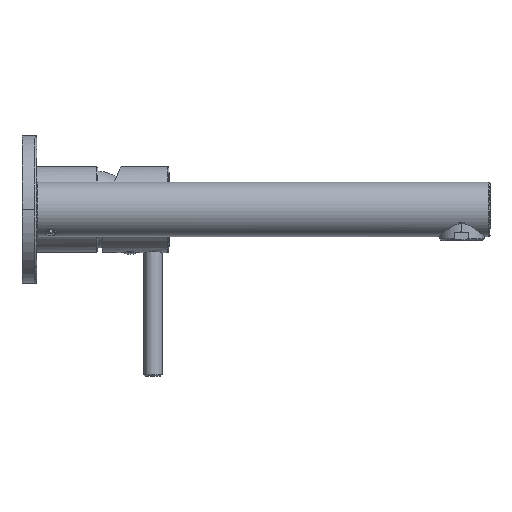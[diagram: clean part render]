
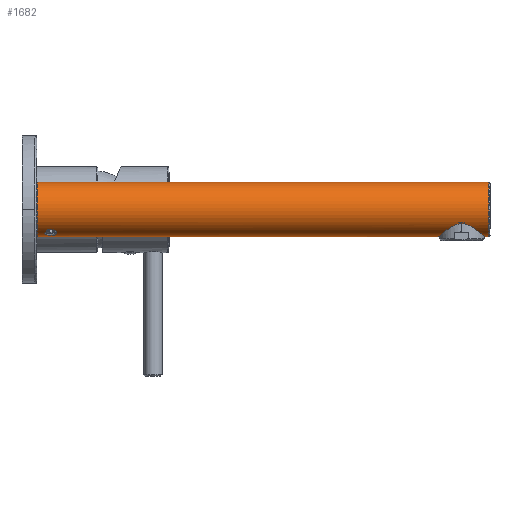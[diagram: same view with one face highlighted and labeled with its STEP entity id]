
A CAD part, left-side view. The second image highlights one B-rep face of the part: STEP entity #1682.
In plain terms, the highlighted cylindrical face has radius 12 mm (diameter 24 mm), a partial arc.
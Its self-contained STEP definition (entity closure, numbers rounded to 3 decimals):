
#201=FACE_BOUND('',#6034,.T.);
#1682=ADVANCED_FACE('',(#3834,#201),#39835,.T.);
#3834=FACE_OUTER_BOUND('',#6033,.T.);
#6033=EDGE_LOOP('',(#10950,#10951,#10952,#10953,#10954,#10955));
#6034=EDGE_LOOP('',(#10956,#10957));
#10950=ORIENTED_EDGE('',*,*,#22738,.F.);
#10951=ORIENTED_EDGE('',*,*,#22659,.F.);
#10952=ORIENTED_EDGE('',*,*,#22735,.T.);
#10953=ORIENTED_EDGE('',*,*,#22660,.F.);
#10954=ORIENTED_EDGE('',*,*,#22739,.T.);
#10955=ORIENTED_EDGE('',*,*,#22662,.F.);
#10956=ORIENTED_EDGE('',*,*,#22748,.T.);
#10957=ORIENTED_EDGE('',*,*,#22744,.T.);
#22659=EDGE_CURVE('',#35164,#35162,#28824,.T.);
#22660=EDGE_CURVE('',#35166,#35165,#28825,.T.);
#22662=EDGE_CURVE('',#35163,#35167,#28826,.T.);
#22735=EDGE_CURVE('',#35164,#35165,#28858,.T.);
#22738=EDGE_CURVE('',#35162,#35163,#33996,.T.);
#22739=EDGE_CURVE('',#35166,#35167,#33997,.T.);
#22744=EDGE_CURVE('',#35216,#35217,#28861,.T.);
#22748=EDGE_CURVE('',#35217,#35216,#28865,.T.);
#28824=B_SPLINE_CURVE_WITH_KNOTS('',1,(#56071,#56072),.UNSPECIFIED.,.F.,
 .F.,(2,2),(-177.05,0.),.UNSPECIFIED.);
#28825=B_SPLINE_CURVE_WITH_KNOTS('',1,(#56073,#56074),.UNSPECIFIED.,.F.,
 .F.,(2,2),(-1.75,0.),.UNSPECIFIED.);
#28826=B_SPLINE_CURVE_WITH_KNOTS('',1,(#56080,#56081),.UNSPECIFIED.,.F.,
 .F.,(2,2),(-199.3,0.),.UNSPECIFIED.);
#28858=B_SPLINE_CURVE_WITH_KNOTS('',3,(#56391,#56392,#56393,#56394,#56395,
#56396,#56397,#56398,#56399,#56400,#56401,#56402,#56403,#56404,#56405,#56406,
#56407,#56408,#56409,#56410,#56411,#56412),.UNSPECIFIED.,.F.,.F.,(4,1,1,
1,1,1,1,1,1,1,1,1,1,1,1,1,1,1,1,4),(0.,1.83,3.66,
5.49,7.32,9.15,10.98,12.81,
14.64,16.469,18.299,20.129,21.959,
23.789,25.619,27.449,29.279,31.109,
32.939,34.769),.UNSPECIFIED.);
#28861=B_SPLINE_CURVE_WITH_KNOTS('',3,(#56443,#56444,#56445,#56446,#56447,
#56448,#56449,#56450,#56451,#56452,#56453,#56454,#56455,#56456),
 .UNSPECIFIED.,.F.,.F.,(4,1,1,1,1,1,1,1,1,1,1,4),(0.,0.769,
1.538,2.307,3.076,3.844,4.613,
5.382,6.151,6.92,7.689,8.458),
 .UNSPECIFIED.);
#28865=B_SPLINE_CURVE_WITH_KNOTS('',3,(#56475,#56476,#56477,#56478,#56479,
#56480,#56481,#56482,#56483,#56484,#56485,#56486,#56487,#56488),
 .UNSPECIFIED.,.F.,.F.,(4,1,1,1,1,1,1,1,1,1,1,4),(0.,0.769,
1.538,2.307,3.076,3.844,4.613,
5.382,6.151,6.92,7.689,8.458),
 .UNSPECIFIED.);
#33996=(
BOUNDED_CURVE()
B_SPLINE_CURVE(2,(#56417,#56418,#56419,#56420,#56421),.UNSPECIFIED.,.F.,
 .F.)
B_SPLINE_CURVE_WITH_KNOTS((3,2,3),(0.,18.85,37.699),
 .UNSPECIFIED.)
CURVE()
GEOMETRIC_REPRESENTATION_ITEM()
RATIONAL_B_SPLINE_CURVE((1.,0.707,1.,0.707,1.))
REPRESENTATION_ITEM('')
);
#33997=(
BOUNDED_CURVE()
B_SPLINE_CURVE(2,(#56422,#56423,#56424,#56425,#56426),.UNSPECIFIED.,.F.,
 .F.)
B_SPLINE_CURVE_WITH_KNOTS((3,2,3),(-37.699,-18.85,
0.),.UNSPECIFIED.)
CURVE()
GEOMETRIC_REPRESENTATION_ITEM()
RATIONAL_B_SPLINE_CURVE((1.,0.707,1.,0.707,1.))
REPRESENTATION_ITEM('')
);
#35162=VERTEX_POINT('',#56004);
#35163=VERTEX_POINT('',#56005);
#35164=VERTEX_POINT('',#56006);
#35165=VERTEX_POINT('',#56007);
#35166=VERTEX_POINT('',#56008);
#35167=VERTEX_POINT('',#56009);
#35216=VERTEX_POINT('',#56058);
#35217=VERTEX_POINT('',#56059);
#39835=CYLINDRICAL_SURFACE('',#41557,12.);
#41557=AXIS2_PLACEMENT_3D('',#55579,#43637,$);
#43637=DIRECTION('',(-1.,0.,0.));
#55579=CARTESIAN_POINT('',(99.85,0.,0.));
#56004=CARTESIAN_POINT('',(0.2,0.,-12.));
#56005=CARTESIAN_POINT('',(0.2,0.,12.));
#56006=CARTESIAN_POINT('',(177.25,0.,-12.));
#56007=CARTESIAN_POINT('',(197.75,0.,-12.));
#56008=CARTESIAN_POINT('',(199.5,0.,-12.));
#56009=CARTESIAN_POINT('',(199.5,0.,12.));
#56058=CARTESIAN_POINT('',(6.2,-3.495,-11.48));
#56059=CARTESIAN_POINT('',(6.2,-8.194,-8.767));
#56071=CARTESIAN_POINT('',(177.25,0.,-12.));
#56072=CARTESIAN_POINT('',(0.2,0.,-12.));
#56073=CARTESIAN_POINT('',(199.5,0.,-12.));
#56074=CARTESIAN_POINT('',(197.75,0.,-12.));
#56080=CARTESIAN_POINT('',(0.2,0.,12.));
#56081=CARTESIAN_POINT('',(199.5,0.,12.));
#56391=CARTESIAN_POINT('',(177.25,0.,-12.));
#56392=CARTESIAN_POINT('',(177.25,-0.608,-12.));
#56393=CARTESIAN_POINT('',(177.354,-1.827,-11.911));
#56394=CARTESIAN_POINT('',(177.876,-3.694,-11.468));
#56395=CARTESIAN_POINT('',(178.685,-5.334,-10.795));
#56396=CARTESIAN_POINT('',(179.745,-6.776,-9.945));
#56397=CARTESIAN_POINT('',(180.959,-7.957,-9.024));
#56398=CARTESIAN_POINT('',(182.46,-8.984,-7.992));
#56399=CARTESIAN_POINT('',(183.987,-9.672,-7.121));
#56400=CARTESIAN_POINT('',(185.446,-10.077,-6.522));
#56401=CARTESIAN_POINT('',(186.835,-10.258,-6.228));
#56402=CARTESIAN_POINT('',(188.155,-10.258,-6.226));
#56403=CARTESIAN_POINT('',(189.55,-10.078,-6.521));
#56404=CARTESIAN_POINT('',(191.008,-9.674,-7.119));
#56405=CARTESIAN_POINT('',(192.515,-8.996,-7.977));
#56406=CARTESIAN_POINT('',(193.989,-7.998,-8.986));
#56407=CARTESIAN_POINT('',(195.225,-6.813,-9.922));
#56408=CARTESIAN_POINT('',(196.304,-5.355,-10.786));
#56409=CARTESIAN_POINT('',(197.123,-3.698,-11.467));
#56410=CARTESIAN_POINT('',(197.646,-1.826,-11.911));
#56411=CARTESIAN_POINT('',(197.75,-0.607,-12.));
#56412=CARTESIAN_POINT('',(197.75,0.,-12.));
#56417=CARTESIAN_POINT('',(0.2,0.,-12.));
#56418=CARTESIAN_POINT('',(0.2,-12.,-12.));
#56419=CARTESIAN_POINT('',(0.2,-12.,0.));
#56420=CARTESIAN_POINT('',(0.2,-12.,12.));
#56421=CARTESIAN_POINT('',(0.2,0.,12.));
#56422=CARTESIAN_POINT('',(199.5,0.,-12.));
#56423=CARTESIAN_POINT('',(199.5,-12.,-12.));
#56424=CARTESIAN_POINT('',(199.5,-12.,0.));
#56425=CARTESIAN_POINT('',(199.5,-12.,12.));
#56426=CARTESIAN_POINT('',(199.5,0.,12.));
#56443=CARTESIAN_POINT('',(6.2,-3.495,-11.48));
#56444=CARTESIAN_POINT('',(5.961,-3.495,-11.48));
#56445=CARTESIAN_POINT('',(5.486,-3.562,-11.46));
#56446=CARTESIAN_POINT('',(4.808,-3.864,-11.363));
#56447=CARTESIAN_POINT('',(4.228,-4.35,-11.189));
#56448=CARTESIAN_POINT('',(3.808,-4.973,-10.929));
#56449=CARTESIAN_POINT('',(3.59,-5.661,-10.59));
#56450=CARTESIAN_POINT('',(3.592,-6.35,-10.193));
#56451=CARTESIAN_POINT('',(3.812,-6.987,-9.765));
#56452=CARTESIAN_POINT('',(4.235,-7.52,-9.358));
#56453=CARTESIAN_POINT('',(4.816,-7.914,-9.024));
#56454=CARTESIAN_POINT('',(5.505,-8.147,-8.811));
#56455=CARTESIAN_POINT('',(5.966,-8.194,-8.767));
#56456=CARTESIAN_POINT('',(6.2,-8.194,-8.767));
#56475=CARTESIAN_POINT('',(6.2,-8.194,-8.767));
#56476=CARTESIAN_POINT('',(6.439,-8.194,-8.767));
#56477=CARTESIAN_POINT('',(6.914,-8.143,-8.815));
#56478=CARTESIAN_POINT('',(7.592,-7.909,-9.028));
#56479=CARTESIAN_POINT('',(8.172,-7.515,-9.362));
#56480=CARTESIAN_POINT('',(8.593,-6.978,-9.772));
#56481=CARTESIAN_POINT('',(8.81,-6.341,-10.198));
#56482=CARTESIAN_POINT('',(8.808,-5.652,-10.595));
#56483=CARTESIAN_POINT('',(8.588,-4.963,-10.934));
#56484=CARTESIAN_POINT('',(8.165,-4.344,-11.192));
#56485=CARTESIAN_POINT('',(7.584,-3.858,-11.365));
#56486=CARTESIAN_POINT('',(6.895,-3.557,-11.461));
#56487=CARTESIAN_POINT('',(6.434,-3.495,-11.48));
#56488=CARTESIAN_POINT('',(6.2,-3.495,-11.48));
